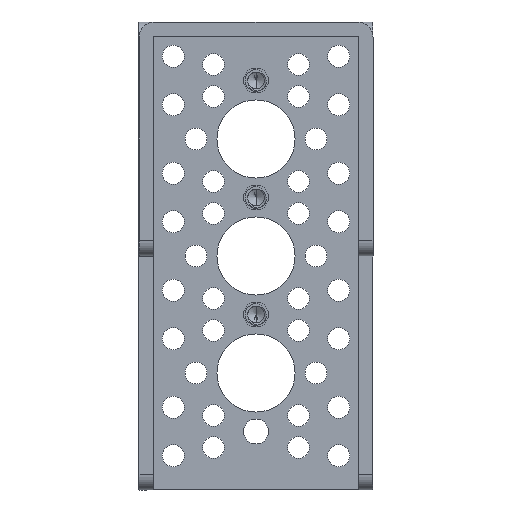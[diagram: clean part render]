
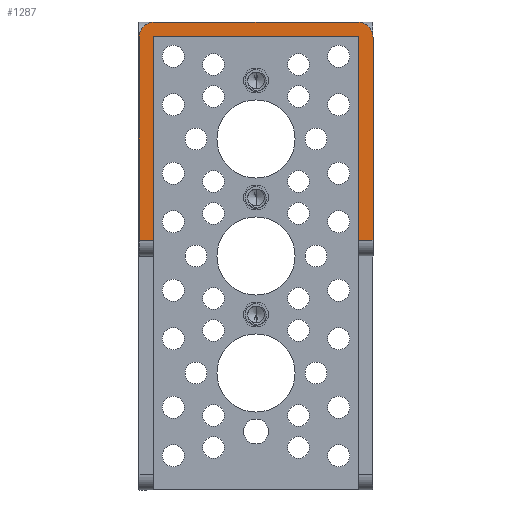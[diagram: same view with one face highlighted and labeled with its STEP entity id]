
A CAD part, front view. The second image highlights one B-rep face of the part: STEP entity #1287.
In plain terms, the highlighted planar face has unit normal (0, -1, 0).
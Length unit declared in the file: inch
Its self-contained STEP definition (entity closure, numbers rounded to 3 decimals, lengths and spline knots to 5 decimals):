
#194 = CARTESIAN_POINT ( 'NONE',  ( 0.99587, 1.66414, 7.73236 ) ) ;
#530 = VECTOR ( 'NONE', #14312, 39.37008 ) ;
#912 = VECTOR ( 'NONE', #19797, 39.37008 ) ;
#1287 = ADVANCED_FACE ( 'NONE', ( #26690 ), #32870, .T. ) ;
#1371 = VERTEX_POINT ( 'NONE', #194 ) ;
#1818 = DIRECTION ( 'NONE',  ( 0., -1., 0. ) ) ;
#1852 = CARTESIAN_POINT ( 'NONE',  ( 0.98587, 1.66414, 7.82236 ) ) ;
#2422 = CARTESIAN_POINT ( 'NONE',  ( -0.41413, 1.66414, 7.82236 ) ) ;
#3122 = CARTESIAN_POINT ( 'NONE',  ( -0.31413, 1.66414, 7.82236 ) ) ;
#3231 = EDGE_CURVE ( 'NONE', #35868, #15385, #9182, .T. ) ;
#3310 = CARTESIAN_POINT ( 'NONE',  ( -0.32413, 1.66414, 6.42236 ) ) ;
#3994 = LINE ( 'NONE', #21904, #9631 ) ;
#4865 = EDGE_CURVE ( 'NONE', #30868, #1371, #3994, .T. ) ;
#5310 = CIRCLE ( 'NONE', #38385, 0.1 ) ;
#6052 = DIRECTION ( 'NONE',  ( 0., 0., 1. ) ) ;
#6129 = CARTESIAN_POINT ( 'NONE',  ( -0.41413, 1.66414, 6.42236 ) ) ;
#6476 = ORIENTED_EDGE ( 'NONE', *, *, #27434, .T. ) ;
#7860 = CARTESIAN_POINT ( 'NONE',  ( -0.32413, 1.66414, 7.73236 ) ) ;
#8561 = EDGE_CURVE ( 'NONE', #15385, #30850, #5310, .T. ) ;
#9140 = VERTEX_POINT ( 'NONE', #3310 ) ;
#9182 = LINE ( 'NONE', #2422, #15623 ) ;
#9631 = VECTOR ( 'NONE', #14117, 39.37008 ) ;
#9716 = CARTESIAN_POINT ( 'NONE',  ( 1.08587, 1.66414, 6.42236 ) ) ;
#9836 = CARTESIAN_POINT ( 'NONE',  ( 0.99587, 1.66414, 6.42236 ) ) ;
#10258 = VERTEX_POINT ( 'NONE', #14621 ) ;
#10639 = LINE ( 'NONE', #19988, #912 ) ;
#10775 = VECTOR ( 'NONE', #6052, 39.37008 ) ;
#10937 = LINE ( 'NONE', #38398, #31005 ) ;
#11162 = DIRECTION ( 'NONE',  ( -1., 0., 0. ) ) ;
#11851 = VECTOR ( 'NONE', #34110, 39.37008 ) ;
#12784 = LINE ( 'NONE', #31315, #11851 ) ;
#13114 = VECTOR ( 'NONE', #22287, 39.37008 ) ;
#13152 = CARTESIAN_POINT ( 'NONE',  ( -0.31413, 1.66414, 7.72236 ) ) ;
#13210 = EDGE_CURVE ( 'NONE', #25119, #21002, #25285, .T. ) ;
#13541 = DIRECTION ( 'NONE',  ( -1., 0., 0. ) ) ;
#14117 = DIRECTION ( 'NONE',  ( 1., 0., 0. ) ) ;
#14312 = DIRECTION ( 'NONE',  ( 0., 0., -1. ) ) ;
#14621 = CARTESIAN_POINT ( 'NONE',  ( 1.08587, 1.66414, 7.72236 ) ) ;
#15115 = CIRCLE ( 'NONE', #26565, 0.1 ) ;
#15385 = VERTEX_POINT ( 'NONE', #3122 ) ;
#15396 = LINE ( 'NONE', #36505, #10775 ) ;
#15623 = VECTOR ( 'NONE', #35676, 39.37008 ) ;
#15989 = CARTESIAN_POINT ( 'NONE',  ( 0.98587, 1.66414, 7.72236 ) ) ;
#16578 = ORIENTED_EDGE ( 'NONE', *, *, #32386, .T. ) ;
#16988 = ORIENTED_EDGE ( 'NONE', *, *, #33065, .T. ) ;
#18086 = CARTESIAN_POINT ( 'NONE',  ( -0.41413, 1.66414, 7.82236 ) ) ;
#18284 = LINE ( 'NONE', #18086, #530 ) ;
#19797 = DIRECTION ( 'NONE',  ( 0., 0., -1. ) ) ;
#19988 = CARTESIAN_POINT ( 'NONE',  ( 0.99587, 1.66414, 7.73236 ) ) ;
#20558 = ORIENTED_EDGE ( 'NONE', *, *, #13210, .F. ) ;
#21002 = VERTEX_POINT ( 'NONE', #9836 ) ;
#21904 = CARTESIAN_POINT ( 'NONE',  ( -0.41413, 1.66414, 7.73236 ) ) ;
#22115 = DIRECTION ( 'NONE',  ( 0., -1., 0. ) ) ;
#22287 = DIRECTION ( 'NONE',  ( -1., 0., 0. ) ) ;
#23075 = DIRECTION ( 'NONE',  ( 0., 0., 1. ) ) ;
#23964 = ORIENTED_EDGE ( 'NONE', *, *, #4865, .T. ) ;
#25119 = VERTEX_POINT ( 'NONE', #9716 ) ;
#25285 = LINE ( 'NONE', #28256, #13114 ) ;
#26565 = AXIS2_PLACEMENT_3D ( 'NONE', #15989, #28524, #30715 ) ;
#26690 = FACE_OUTER_BOUND ( 'NONE', #28201, .T. ) ;
#27323 = ORIENTED_EDGE ( 'NONE', *, *, #31676, .T. ) ;
#27344 = ORIENTED_EDGE ( 'NONE', *, *, #8561, .T. ) ;
#27434 = EDGE_CURVE ( 'NONE', #1371, #21002, #10639, .T. ) ;
#28201 = EDGE_LOOP ( 'NONE', ( #29157, #16578, #35843, #27344, #16988, #38496, #27323, #23964, #6476, #20558 ) ) ;
#28256 = CARTESIAN_POINT ( 'NONE',  ( 0.99587, 1.66414, 6.42236 ) ) ;
#28524 = DIRECTION ( 'NONE',  ( 0., -1., 0. ) ) ;
#29157 = ORIENTED_EDGE ( 'NONE', *, *, #33908, .T. ) ;
#30715 = DIRECTION ( 'NONE',  ( -1., 0., 0. ) ) ;
#30850 = VERTEX_POINT ( 'NONE', #33950 ) ;
#30868 = VERTEX_POINT ( 'NONE', #7860 ) ;
#31005 = VECTOR ( 'NONE', #23075, 39.37008 ) ;
#31076 = EDGE_CURVE ( 'NONE', #37311, #9140, #12784, .T. ) ;
#31315 = CARTESIAN_POINT ( 'NONE',  ( -0.41413, 1.66414, 6.42236 ) ) ;
#31676 = EDGE_CURVE ( 'NONE', #9140, #30868, #10937, .T. ) ;
#32250 = AXIS2_PLACEMENT_3D ( 'NONE', #35268, #1818, #11162 ) ;
#32386 = EDGE_CURVE ( 'NONE', #10258, #35868, #15115, .T. ) ;
#32870 = PLANE ( 'NONE',  #32250 ) ;
#33065 = EDGE_CURVE ( 'NONE', #30850, #37311, #18284, .T. ) ;
#33908 = EDGE_CURVE ( 'NONE', #25119, #10258, #15396, .T. ) ;
#33950 = CARTESIAN_POINT ( 'NONE',  ( -0.41413, 1.66414, 7.72236 ) ) ;
#34110 = DIRECTION ( 'NONE',  ( 1., 0., 0. ) ) ;
#35268 = CARTESIAN_POINT ( 'NONE',  ( -0.41413, 1.66414, 7.82236 ) ) ;
#35676 = DIRECTION ( 'NONE',  ( -1., 0., 0. ) ) ;
#35843 = ORIENTED_EDGE ( 'NONE', *, *, #3231, .T. ) ;
#35868 = VERTEX_POINT ( 'NONE', #1852 ) ;
#36505 = CARTESIAN_POINT ( 'NONE',  ( 1.08587, 1.66414, 7.82236 ) ) ;
#37311 = VERTEX_POINT ( 'NONE', #6129 ) ;
#38385 = AXIS2_PLACEMENT_3D ( 'NONE', #13152, #22115, #13541 ) ;
#38398 = CARTESIAN_POINT ( 'NONE',  ( -0.32413, 1.66414, 7.82236 ) ) ;
#38496 = ORIENTED_EDGE ( 'NONE', *, *, #31076, .T. ) ;
